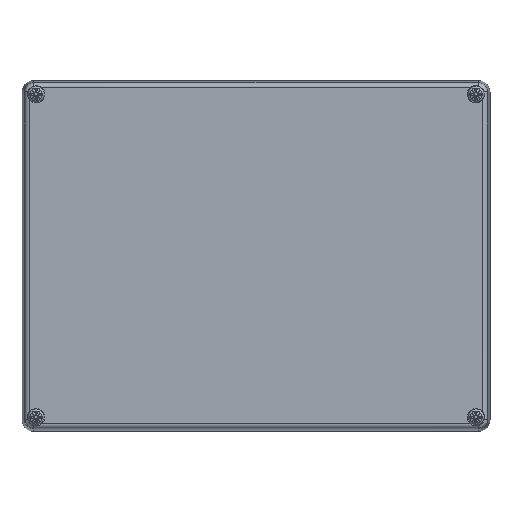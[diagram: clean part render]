
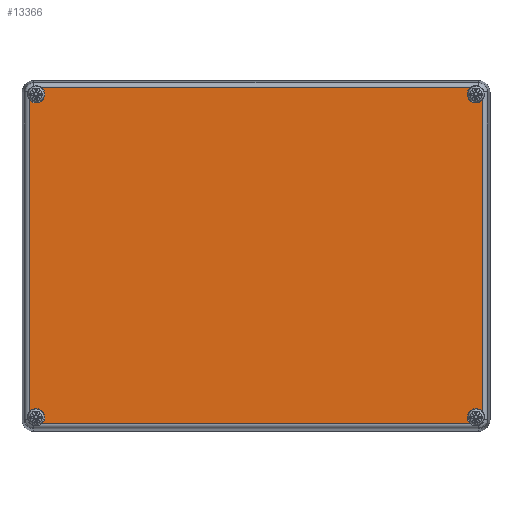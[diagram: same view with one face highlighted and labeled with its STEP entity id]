
A CAD part, top view. The second image highlights one B-rep face of the part: STEP entity #13366.
In plain terms, the highlighted face is planar.
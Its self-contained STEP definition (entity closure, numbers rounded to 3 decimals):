
#12503=CARTESIAN_POINT('',(91.702,-71.9,-65.));
#12504=VERTEX_POINT('',#12503);
#12518=CARTESIAN_POINT('',(96.9,-66.702,-65.));
#12519=VERTEX_POINT('',#12518);
#12520=CARTESIAN_POINT('',(94.,-69.,-65.0));
#12521=DIRECTION('',(0.0,0.0,1.0));
#12522=DIRECTION('',(1.0,0.0,0.0));
#12523=AXIS2_PLACEMENT_3D('',#12520,#12521,#12522);
#12524=CIRCLE('',#12523,3.7);
#12525=EDGE_CURVE('',#12519,#12504,#12524,.T.);
#12586=CARTESIAN_POINT('',(-91.702,-71.9,-65.));
#12587=VERTEX_POINT('',#12586);
#12614=CARTESIAN_POINT('',(-96.9,-66.702,-65.0));
#12615=VERTEX_POINT('',#12614);
#12627=CARTESIAN_POINT('',(-94.,-69.,-65.0));
#12628=DIRECTION('',(0.0,0.0,1.0));
#12629=DIRECTION('',(1.0,0.0,0.0));
#12630=AXIS2_PLACEMENT_3D('',#12627,#12628,#12629);
#12631=CIRCLE('',#12630,3.7);
#12632=EDGE_CURVE('',#12587,#12615,#12631,.T.);
#12667=CARTESIAN_POINT('',(-96.9,66.702,-65.0));
#12668=VERTEX_POINT('',#12667);
#12695=CARTESIAN_POINT('',(-91.702,71.9,-65.0));
#12696=VERTEX_POINT('',#12695);
#12708=CARTESIAN_POINT('',(-94.,69.0,-65.0));
#12709=DIRECTION('',(0.0,0.0,1.0));
#12710=DIRECTION('',(1.0,0.0,0.0));
#12711=AXIS2_PLACEMENT_3D('',#12708,#12709,#12710);
#12712=CIRCLE('',#12711,3.7);
#12713=EDGE_CURVE('',#12668,#12696,#12712,.T.);
#12748=CARTESIAN_POINT('',(91.702,71.9,-65.));
#12749=VERTEX_POINT('',#12748);
#12776=CARTESIAN_POINT('',(96.9,66.702,-65.));
#12777=VERTEX_POINT('',#12776);
#12789=CARTESIAN_POINT('',(94.,69.,-65.0));
#12790=DIRECTION('',(0.0,0.0,1.0));
#12791=DIRECTION('',(1.0,0.0,0.0));
#12792=AXIS2_PLACEMENT_3D('',#12789,#12790,#12791);
#12793=CIRCLE('',#12792,3.7);
#12794=EDGE_CURVE('',#12749,#12777,#12793,.T.);
#12910=CARTESIAN_POINT('',(96.9,-66.702,-65.0));
#12911=DIRECTION('',(0.0,1.0,0.0));
#12912=VECTOR('',#12911,133.404);
#12913=LINE('',#12910,#12912);
#12914=EDGE_CURVE('',#12519,#12777,#12913,.T.);
#13033=CARTESIAN_POINT('',(91.702,71.9,-65.0));
#13034=DIRECTION('',(-1.0,0.0,0.0));
#13035=VECTOR('',#13034,183.404);
#13036=LINE('',#13033,#13035);
#13037=EDGE_CURVE('',#12749,#12696,#13036,.T.);
#13139=CARTESIAN_POINT('',(-96.9,66.702,-65.0));
#13140=DIRECTION('',(0.0,-1.0,0.0));
#13141=VECTOR('',#13140,133.404);
#13142=LINE('',#13139,#13141);
#13143=EDGE_CURVE('',#12668,#12615,#13142,.T.);
#13237=CARTESIAN_POINT('',(-91.702,-71.9,-65.0));
#13238=DIRECTION('',(1.0,0.0,0.0));
#13239=VECTOR('',#13238,183.404);
#13240=LINE('',#13237,#13239);
#13241=EDGE_CURVE('',#12587,#12504,#13240,.T.);
#13351=CARTESIAN_POINT('',(0.,0.,-65.0));
#13352=DIRECTION('',(0.0,0.0,1.0));
#13353=DIRECTION('',(1.0,0.0,0.0));
#13354=AXIS2_PLACEMENT_3D('',#13351,#13352,#13353);
#13355=PLANE('',#13354);
#13356=ORIENTED_EDGE('',*,*,#12525,.T.);
#13357=ORIENTED_EDGE('',*,*,#13241,.F.);
#13358=ORIENTED_EDGE('',*,*,#12632,.T.);
#13359=ORIENTED_EDGE('',*,*,#13143,.F.);
#13360=ORIENTED_EDGE('',*,*,#12713,.T.);
#13361=ORIENTED_EDGE('',*,*,#13037,.F.);
#13362=ORIENTED_EDGE('',*,*,#12794,.T.);
#13363=ORIENTED_EDGE('',*,*,#12914,.F.);
#13364=EDGE_LOOP('',(#13356,#13357,#13358,#13359,#13360,#13361,#13362,#13363));
#13365=FACE_OUTER_BOUND('',#13364,.T.);
#13366=ADVANCED_FACE('',(#13365),#13355,.F.);
